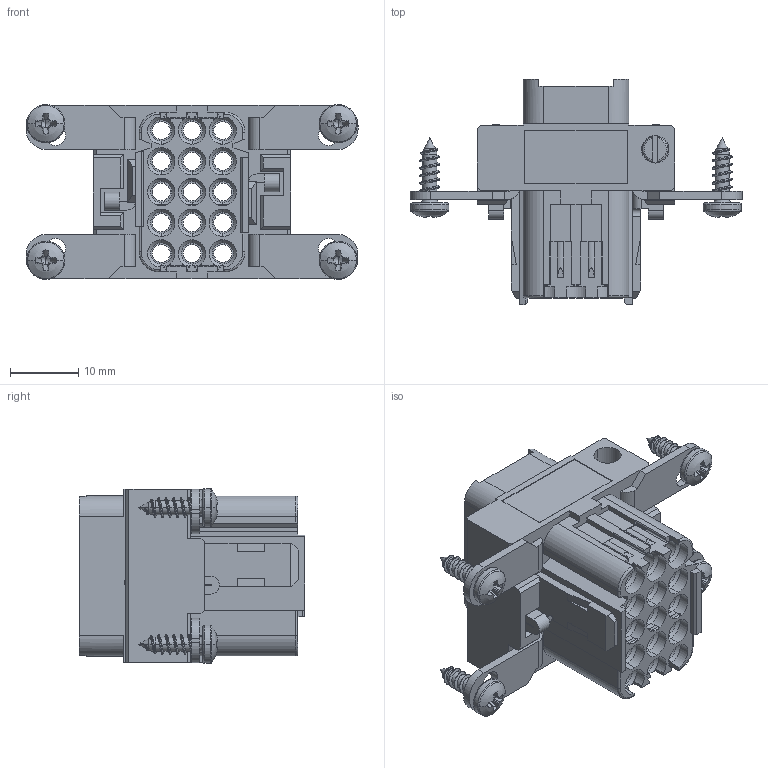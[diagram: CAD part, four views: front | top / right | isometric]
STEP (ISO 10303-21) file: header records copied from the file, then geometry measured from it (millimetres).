
FILE_DESCRIPTION(('Creo Elements/Direct Modeling STEP Export'),'2;1');
FILE_NAME('model.stp','2020-10-30T 6:41:53',(''),(''),'Creo Elements/Direct Modeling STEP processor for AP214 (Solid Model)','Creo Elements/Direct Modeling 20.1A 29-Sep-2018 (C) Parametric Technology GmbH','');
FILE_SCHEMA(('AUTOMOTIVE_DESIGN { 1 0 10303 214 1 1 1 1 }'));
Length unit declared in the file: millimetre
Products named in the file (7): VC-D1-BU15-PE; SCHR.BLECH-DIN7981-CH2.9x9.5ZN.1.1.1; SCHR.BLECH-DIN7981-CH2.9x9.5ZN.2.1.1; SCHR.BLECH-DIN7981-CH2.9x9.5ZN.4.1.1; SCHR.BLECH-DIN7981-CH2.9x9.5ZN.3.1.1; Blechschrauben
Assembly tree (6 placements, depth 3):
  VC-D1-BU15-PE
    Blechschrauben
      SCHR.BLECH-DIN7981-CH2.9x9.5ZN.3.1.1
      SCHR.BLECH-DIN7981-CH2.9x9.5ZN.4.1.1
      SCHR.BLECH-DIN7981-CH2.9x9.5ZN.2.1.1
      SCHR.BLECH-DIN7981-CH2.9x9.5ZN.1.1.1
    VC-D1-BU15-PE
Bounding box: 48.6 x 33 x 25.6 mm (x, y, z)
Volume: 11357.3 mm3; surface area: 11291.7 mm2
Topology: 5 solids, 5 shells, 1394 faces, 3809 edges, 2463 vertices
Faces by surface type: plane 881, cylinder 276, cone 104, bspline 60, extrusion 33, torus 32, sphere 8
Entity records: 114316 total; most frequent: CARTESIAN_POINT 69408, ORIENTED_EDGE 7586, DIRECTION 6000, EDGE_CURVE 3793, VECTOR 2544, LINE 2511, VERTEX_POINT 2463, AXIS2_PLACEMENT_3D 1728
